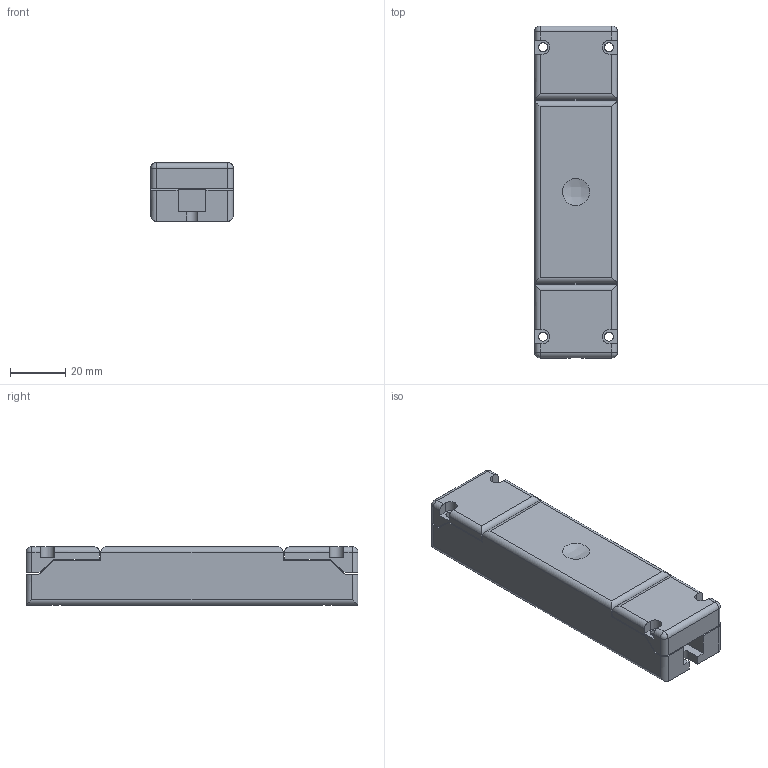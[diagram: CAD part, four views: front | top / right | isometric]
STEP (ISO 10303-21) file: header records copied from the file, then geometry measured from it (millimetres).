
FILE_DESCRIPTION( ( 'Unknown' ), '1' );
FILE_NAME( 'GehPS2.stp', 'Unknown', ( 'Unknown' ), ( 'Unknown' ), 'PSStep 14.0', 'Unknown', ' ' );
FILE_SCHEMA( ( 'AUTOMOTIVE_DESIGN { 1 0 10303 214 1 1 1 1 }' ) );
Length unit declared in the file: millimetre
Products named in the file (1): 1
Bounding box: 30 x 120.43 x 21.15 mm (x, y, z)
Surface area: 18120 mm2 (no closed solid volume)
Topology: 0 solids, 111 shells, 111 faces, 594 edges, 580 vertices
Faces by surface type: plane 64, cylinder 42, sphere 4, bspline 1
Full cylindrical faces by diameter (mm): 3.3 x8, 4.349 x2
Entity records: 6845 total; most frequent: CARTESIAN_POINT 1537, DIRECTION 946, ORIENTED_EDGE 572, EDGE_CURVE 572, VERTEX_POINT 572, LINE 400, VECTOR 400, AXIS2_PLACEMENT_3D 273
